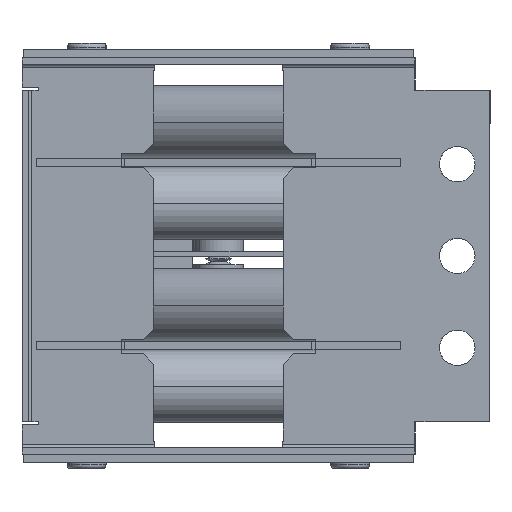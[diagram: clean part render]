
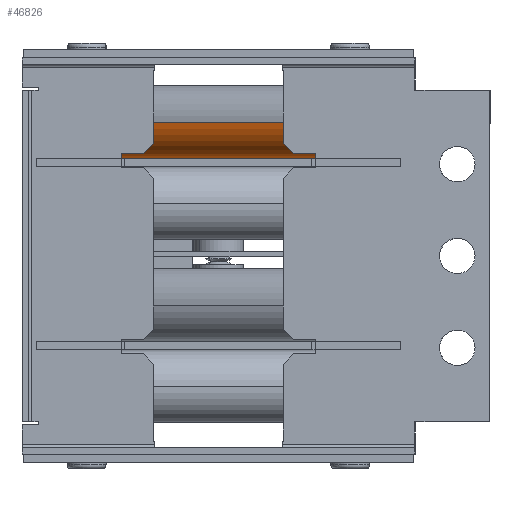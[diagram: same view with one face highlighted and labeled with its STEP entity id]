
A CAD part, left-side view. The second image highlights one B-rep face of the part: STEP entity #46826.
In plain terms, the highlighted cylindrical face has radius 3.556 mm (diameter 7.112 mm), a partial arc.
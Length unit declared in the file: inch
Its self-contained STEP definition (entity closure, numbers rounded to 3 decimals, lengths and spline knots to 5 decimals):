
#190 = ORIENTED_EDGE ( 'NONE', *, *, #39777, .F. ) ;
#3293 = AXIS2_PLACEMENT_3D ( 'NONE', #3980, #35555, #8514 ) ;
#3980 = CARTESIAN_POINT ( 'NONE',  ( 0.79616, 1.33459, 1.30916 ) ) ;
#6638 = DIRECTION ( 'NONE',  ( 0.359, 0.934, 0. ) ) ;
#7695 = VERTEX_POINT ( 'NONE', #20053 ) ;
#8157 = AXIS2_PLACEMENT_3D ( 'NONE', #57603, #30512, #21470 ) ;
#8514 = DIRECTION ( 'NONE',  ( 0.934, -0.359, 0.003 ) ) ;
#11009 = VERTEX_POINT ( 'NONE', #15326 ) ;
#11145 = CARTESIAN_POINT ( 'NONE',  ( 0.27828, 0.37658, 1.30879 ) ) ;
#12106 = DIRECTION ( 'NONE',  ( 0.359, 0.934, 0. ) ) ;
#13824 = AXIS2_PLACEMENT_3D ( 'NONE', #39167, #12106, #43705 ) ;
#15326 = CARTESIAN_POINT ( 'NONE',  ( 0.92686, 1.2844, 1.30954 ) ) ;
#20007 = VERTEX_POINT ( 'NONE', #46367 ) ;
#20053 = CARTESIAN_POINT ( 'NONE',  ( 0.53967, 0.27619, 1.30954 ) ) ;
#21470 = DIRECTION ( 'NONE',  ( 0.934, -0.359, 0.003 ) ) ;
#21921 = CYLINDRICAL_SURFACE ( 'NONE', #8157, 0.14 ) ;
#23809 = ORIENTED_EDGE ( 'NONE', *, *, #29496, .T. ) ;
#24801 = ORIENTED_EDGE ( 'NONE', *, *, #33844, .T. ) ;
#27075 = LINE ( 'NONE', #11145, #49675 ) ;
#29176 = VERTEX_POINT ( 'NONE', #50587 ) ;
#29365 = LINE ( 'NONE', #43555, #52003 ) ;
#29496 = EDGE_CURVE ( 'NONE', #20007, #11009, #40710, .T. ) ;
#30512 = DIRECTION ( 'NONE',  ( 0.359, 0.934, 0. ) ) ;
#33844 = EDGE_CURVE ( 'NONE', #29176, #20007, #27075, .T. ) ;
#35555 = DIRECTION ( 'NONE',  ( -0.359, -0.934, 0. ) ) ;
#36861 = ORIENTED_EDGE ( 'NONE', *, *, #38841, .T. ) ;
#38841 = EDGE_CURVE ( 'NONE', #7695, #29176, #58432, .T. ) ;
#39167 = CARTESIAN_POINT ( 'NONE',  ( 0.40898, 0.32638, 1.30916 ) ) ;
#39777 = EDGE_CURVE ( 'NONE', #7695, #11009, #29365, .T. ) ;
#40710 = CIRCLE ( 'NONE', #3293, 0.14 ) ;
#43555 = CARTESIAN_POINT ( 'NONE',  ( 0.53967, 0.27619, 1.30954 ) ) ;
#43705 = DIRECTION ( 'NONE',  ( 0.934, -0.359, 0.003 ) ) ;
#45892 = FACE_OUTER_BOUND ( 'NONE', #48557, .T. ) ;
#46367 = CARTESIAN_POINT ( 'NONE',  ( 0.66547, 1.38478, 1.30879 ) ) ;
#46826 = ADVANCED_FACE ( 'NONE', ( #45892 ), #21921, .T. ) ;
#48114 = DIRECTION ( 'NONE',  ( 0.359, 0.934, 0. ) ) ;
#48557 = EDGE_LOOP ( 'NONE', ( #36861, #24801, #23809, #190 ) ) ;
#49675 = VECTOR ( 'NONE', #6638, 39.37008 ) ;
#50587 = CARTESIAN_POINT ( 'NONE',  ( 0.27828, 0.37658, 1.30879 ) ) ;
#52003 = VECTOR ( 'NONE', #48114, 39.37008 ) ;
#57603 = CARTESIAN_POINT ( 'NONE',  ( 0.40898, 0.32638, 1.30916 ) ) ;
#58432 = CIRCLE ( 'NONE', #13824, 0.14 ) ;
